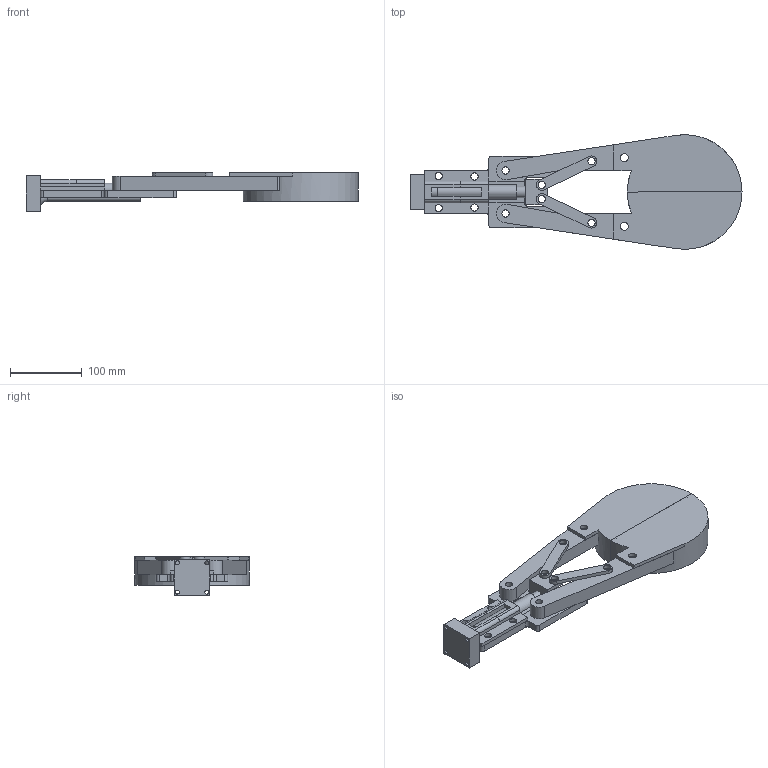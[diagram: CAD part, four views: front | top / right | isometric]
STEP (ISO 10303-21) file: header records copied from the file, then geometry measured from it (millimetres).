
FILE_DESCRIPTION(/* description */ (''),/* implementation_level */ '2;1');
FILE_NAME(/* name */ 'Cierre.stp',/* time_stamp */ '2025-07-24T22:46:56-05:00',/* author */ ('Juan Manuel'),/* organization */ (''),/* preprocessor_version */ 'ST-DEVELOPER v20',/* originating_system */ 'Autodesk Inventor 2025',/* authorisation */ '');
FILE_SCHEMA (('AUTOMOTIVE_DESIGN { 1 0 10303 214 3 1 1 }'));
Products named in the file (11): Ensamblaje4; GripperFinal; Base; Sólido1_1; nuevoSups; Sólido1_3; Conector; GripperFinal_Pieza 1; clindroBase; Cilindro_M; Eje
Assembly tree (11 placements, depth 3):
  Ensamblaje4
    GripperFinal
    Base
      Sólido1_1
    nuevoSups
      Sólido1_3
    Conector
    GripperFinal_Pieza 1
    clindroBase
    Cilindro_M
    Eje  x2
Bounding box: 463.35 x 160.01 x 54.21 mm (x, y, z)
Volume: 834838.1 mm3; surface area: 244575.5 mm2
Topology: 11 solids, 11 shells, 187 faces, 492 edges, 341 vertices
Faces by surface type: plane 109, cylinder 76, torus 2
Full cylindrical faces by diameter (mm): 5.4 x4, 7 x3, 10 x18, 11 x4, 16 x2, 20 x1
Entity records: 6081 total; most frequent: DIRECTION 1028, CARTESIAN_POINT 1016, ORIENTED_EDGE 928, EDGE_CURVE 464, AXIS2_PLACEMENT_3D 365, VERTEX_POINT 308, LINE 298, VECTOR 298
